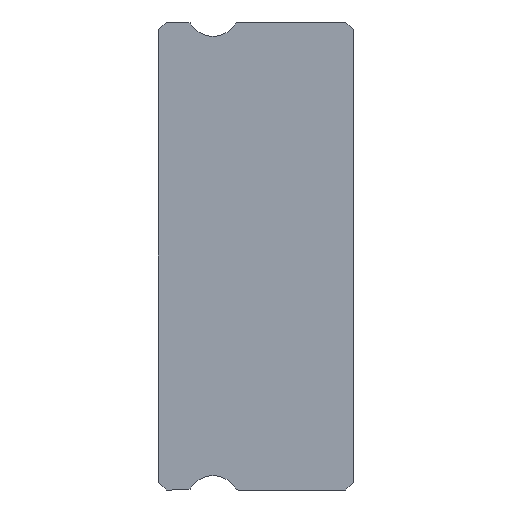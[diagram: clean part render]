
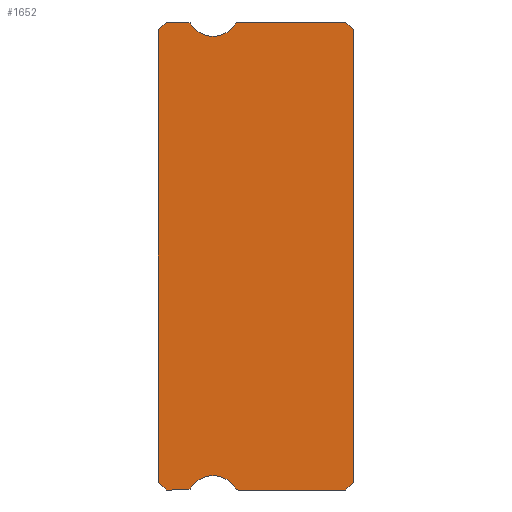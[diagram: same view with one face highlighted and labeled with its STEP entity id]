
A CAD part, left-side view. The second image highlights one B-rep face of the part: STEP entity #1652.
In plain terms, the highlighted planar face has unit normal (-1, 0, 0).
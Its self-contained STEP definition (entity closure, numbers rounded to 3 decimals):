
#34 = CIRCLE ( 'NONE', #1312, 1. ) ;
#37 = VECTOR ( 'NONE', #244, 1000. ) ;
#48 = ORIENTED_EDGE ( 'NONE', *, *, #372, .F. ) ;
#50 = EDGE_CURVE ( 'NONE', #1124, #1357, #1709, .T. ) ;
#73 = VERTEX_POINT ( 'NONE', #386 ) ;
#76 = DIRECTION ( 'NONE',  ( 0., 0., -1. ) ) ;
#81 = CARTESIAN_POINT ( 'NONE',  ( -10., 0., 8.7 ) ) ;
#86 = EDGE_CURVE ( 'NONE', #928, #278, #257, .T. ) ;
#89 = DIRECTION ( 'NONE',  ( 0., 0., -1. ) ) ;
#147 = ORIENTED_EDGE ( 'NONE', *, *, #1530, .F. ) ;
#185 = CIRCLE ( 'NONE', #1397, 0.15 ) ;
#202 = DIRECTION ( 'NONE',  ( 1., 0., 0. ) ) ;
#214 = CARTESIAN_POINT ( 'NONE',  ( -10., 4.547, -8.928 ) ) ;
#243 = VECTOR ( 'NONE', #1198, 1000. ) ;
#244 = DIRECTION ( 'NONE',  ( 0., 0.707, -0.707 ) ) ;
#257 = LINE ( 'NONE', #81, #1634 ) ;
#276 = VECTOR ( 'NONE', #1325, 1000. ) ;
#278 = VERTEX_POINT ( 'NONE', #701 ) ;
#289 = ORIENTED_EDGE ( 'NONE', *, *, #675, .F. ) ;
#314 = DIRECTION ( 'NONE',  ( -1., 0., 0. ) ) ;
#330 = EDGE_CURVE ( 'NONE', #1083, #521, #1140, .T. ) ;
#368 = CARTESIAN_POINT ( 'NONE',  ( -10., 7.5, 8.7 ) ) ;
#372 = EDGE_CURVE ( 'NONE', #928, #1124, #892, .T. ) ;
#373 = ORIENTED_EDGE ( 'NONE', *, *, #86, .T. ) ;
#376 = LINE ( 'NONE', #774, #1142 ) ;
#382 = AXIS2_PLACEMENT_3D ( 'NONE', #569, #1089, #1657 ) ;
#386 = CARTESIAN_POINT ( 'NONE',  ( -10., 4.419, 9. ) ) ;
#404 = CARTESIAN_POINT ( 'NONE',  ( -10., 0., -8.7 ) ) ;
#411 = CIRCLE ( 'NONE', #1515, 0.15 ) ;
#414 = VECTOR ( 'NONE', #1556, 1000. ) ;
#449 = CARTESIAN_POINT ( 'NONE',  ( -10., 0.3, 9. ) ) ;
#453 = CARTESIAN_POINT ( 'NONE',  ( -10., 4.419, -8.85 ) ) ;
#460 = ORIENTED_EDGE ( 'NONE', *, *, #1092, .F. ) ;
#470 = DIRECTION ( 'NONE',  ( 1., 0., 0. ) ) ;
#478 = LINE ( 'NONE', #1005, #414 ) ;
#481 = EDGE_CURVE ( 'NONE', #1083, #544, #1291, .T. ) ;
#495 = ORIENTED_EDGE ( 'NONE', *, *, #1169, .T. ) ;
#518 = DIRECTION ( 'NONE',  ( 0., -1., 0. ) ) ;
#521 = VERTEX_POINT ( 'NONE', #1058 ) ;
#523 = CARTESIAN_POINT ( 'NONE',  ( -10., 7.5, 8.7 ) ) ;
#544 = VERTEX_POINT ( 'NONE', #523 ) ;
#569 = CARTESIAN_POINT ( 'NONE',  ( -10., 6.381, 8.85 ) ) ;
#593 = CARTESIAN_POINT ( 'NONE',  ( -10., 6.381, 9. ) ) ;
#611 = CIRCLE ( 'NONE', #1257, 1. ) ;
#626 = VERTEX_POINT ( 'NONE', #593 ) ;
#669 = LINE ( 'NONE', #1483, #747 ) ;
#673 = ORIENTED_EDGE ( 'NONE', *, *, #50, .F. ) ;
#675 = EDGE_CURVE ( 'NONE', #1155, #1703, #1632, .T. ) ;
#691 = VERTEX_POINT ( 'NONE', #214 ) ;
#701 = CARTESIAN_POINT ( 'NONE',  ( -10., 0., 8.7 ) ) ;
#703 = CARTESIAN_POINT ( 'NONE',  ( -10., 5.4, -9.45 ) ) ;
#708 = CARTESIAN_POINT ( 'NONE',  ( -10., 6.253, -8.928 ) ) ;
#723 = CARTESIAN_POINT ( 'NONE',  ( -10., 5.4, 9.45 ) ) ;
#728 = ORIENTED_EDGE ( 'NONE', *, *, #1476, .F. ) ;
#746 = ORIENTED_EDGE ( 'NONE', *, *, #1454, .F. ) ;
#747 = VECTOR ( 'NONE', #518, 1000. ) ;
#757 = DIRECTION ( 'NONE',  ( 0., 0., -1. ) ) ;
#758 = EDGE_LOOP ( 'NONE', ( #1313, #1559, #1297, #1073, #1550, #746, #673, #48, #373, #147, #460, #728, #879, #289, #1197, #1518, #495 ) ) ;
#774 = CARTESIAN_POINT ( 'NONE',  ( -10., 7.2, 9. ) ) ;
#782 = CARTESIAN_POINT ( 'NONE',  ( -10., 0.3, -9. ) ) ;
#783 = DIRECTION ( 'NONE',  ( -1., 0., 0. ) ) ;
#792 = DIRECTION ( 'NONE',  ( 1., 0., 0. ) ) ;
#798 = LINE ( 'NONE', #1615, #243 ) ;
#800 = DIRECTION ( 'NONE',  ( 1., 0., 0. ) ) ;
#813 = CARTESIAN_POINT ( 'NONE',  ( -10., 7.2, 9. ) ) ;
#836 = VECTOR ( 'NONE', #1242, 1000. ) ;
#841 = CARTESIAN_POINT ( 'NONE',  ( -10., 5.4, 8.45 ) ) ;
#867 = AXIS2_PLACEMENT_3D ( 'NONE', #723, #1263, #757 ) ;
#879 = ORIENTED_EDGE ( 'NONE', *, *, #1643, .F. ) ;
#892 = LINE ( 'NONE', #1011, #1118 ) ;
#915 = AXIS2_PLACEMENT_3D ( 'NONE', #996, #202, #89 ) ;
#919 = CARTESIAN_POINT ( 'NONE',  ( -10., 6.253, 8.928 ) ) ;
#928 = VERTEX_POINT ( 'NONE', #404 ) ;
#952 = DIRECTION ( 'NONE',  ( 0., 0., -1. ) ) ;
#996 = CARTESIAN_POINT ( 'NONE',  ( -10., 4.419, 8.85 ) ) ;
#1005 = CARTESIAN_POINT ( 'NONE',  ( -10., 6.381, 9. ) ) ;
#1011 = CARTESIAN_POINT ( 'NONE',  ( -10., 0., -8.7 ) ) ;
#1058 = CARTESIAN_POINT ( 'NONE',  ( -10., 7.2, -9. ) ) ;
#1059 = CIRCLE ( 'NONE', #1739, 0.15 ) ;
#1073 = ORIENTED_EDGE ( 'NONE', *, *, #1324, .F. ) ;
#1083 = VERTEX_POINT ( 'NONE', #1692 ) ;
#1085 = CIRCLE ( 'NONE', #915, 0.15 ) ;
#1089 = DIRECTION ( 'NONE',  ( 1., 0., 0. ) ) ;
#1092 = EDGE_CURVE ( 'NONE', #73, #1696, #478, .T. ) ;
#1112 = PLANE ( 'NONE',  #382 ) ;
#1118 = VECTOR ( 'NONE', #1177, 1000. ) ;
#1124 = VERTEX_POINT ( 'NONE', #782 ) ;
#1140 = LINE ( 'NONE', #1509, #836 ) ;
#1142 = VECTOR ( 'NONE', #1188, 1000. ) ;
#1155 = VERTEX_POINT ( 'NONE', #919 ) ;
#1163 = DIRECTION ( 'NONE',  ( 0., 1., 0. ) ) ;
#1165 = VERTEX_POINT ( 'NONE', #1447 ) ;
#1169 = EDGE_CURVE ( 'NONE', #1345, #544, #1439, .T. ) ;
#1177 = DIRECTION ( 'NONE',  ( 0., 0.707, -0.707 ) ) ;
#1181 = CARTESIAN_POINT ( 'NONE',  ( -10., 5.4, 9.45 ) ) ;
#1188 = DIRECTION ( 'NONE',  ( 0., 1., 0. ) ) ;
#1197 = ORIENTED_EDGE ( 'NONE', *, *, #1569, .F. ) ;
#1198 = DIRECTION ( 'NONE',  ( 0., -0.707, -0.707 ) ) ;
#1199 = DIRECTION ( 'NONE',  ( 0., 0., 1. ) ) ;
#1242 = DIRECTION ( 'NONE',  ( 0., -0.707, -0.707 ) ) ;
#1257 = AXIS2_PLACEMENT_3D ( 'NONE', #703, #314, #952 ) ;
#1263 = DIRECTION ( 'NONE',  ( -1., 0., 0. ) ) ;
#1291 = LINE ( 'NONE', #1628, #276 ) ;
#1297 = ORIENTED_EDGE ( 'NONE', *, *, #1585, .T. ) ;
#1312 = AXIS2_PLACEMENT_3D ( 'NONE', #1181, #783, #1734 ) ;
#1313 = ORIENTED_EDGE ( 'NONE', *, *, #481, .F. ) ;
#1324 = EDGE_CURVE ( 'NONE', #1412, #1552, #1059, .T. ) ;
#1325 = DIRECTION ( 'NONE',  ( 0., 0., 1. ) ) ;
#1335 = CARTESIAN_POINT ( 'NONE',  ( -10., 6.381, -9. ) ) ;
#1345 = VERTEX_POINT ( 'NONE', #813 ) ;
#1350 = CARTESIAN_POINT ( 'NONE',  ( -10., 4.419, -9. ) ) ;
#1355 = FACE_OUTER_BOUND ( 'NONE', #758, .T. ) ;
#1357 = VERTEX_POINT ( 'NONE', #1350 ) ;
#1397 = AXIS2_PLACEMENT_3D ( 'NONE', #1455, #792, #1475 ) ;
#1406 = VECTOR ( 'NONE', #1163, 1000. ) ;
#1412 = VERTEX_POINT ( 'NONE', #708 ) ;
#1439 = LINE ( 'NONE', #368, #37 ) ;
#1447 = CARTESIAN_POINT ( 'NONE',  ( -10., 4.547, 8.928 ) ) ;
#1454 = EDGE_CURVE ( 'NONE', #1357, #691, #411, .T. ) ;
#1455 = CARTESIAN_POINT ( 'NONE',  ( -10., 6.381, 8.85 ) ) ;
#1475 = DIRECTION ( 'NONE',  ( 0., 0., -1. ) ) ;
#1476 = EDGE_CURVE ( 'NONE', #1165, #73, #1085, .T. ) ;
#1480 = CARTESIAN_POINT ( 'NONE',  ( -10., 6.381, -8.85 ) ) ;
#1483 = CARTESIAN_POINT ( 'NONE',  ( -10., 6.381, -9. ) ) ;
#1509 = CARTESIAN_POINT ( 'NONE',  ( -10., 7.2, -9. ) ) ;
#1515 = AXIS2_PLACEMENT_3D ( 'NONE', #453, #470, #76 ) ;
#1518 = ORIENTED_EDGE ( 'NONE', *, *, #1613, .T. ) ;
#1530 = EDGE_CURVE ( 'NONE', #1696, #278, #798, .T. ) ;
#1550 = ORIENTED_EDGE ( 'NONE', *, *, #1706, .F. ) ;
#1552 = VERTEX_POINT ( 'NONE', #1335 ) ;
#1556 = DIRECTION ( 'NONE',  ( 0., -1., 0. ) ) ;
#1559 = ORIENTED_EDGE ( 'NONE', *, *, #330, .T. ) ;
#1569 = EDGE_CURVE ( 'NONE', #626, #1155, #185, .T. ) ;
#1585 = EDGE_CURVE ( 'NONE', #521, #1552, #669, .T. ) ;
#1598 = CARTESIAN_POINT ( 'NONE',  ( -10., 6.381, -9. ) ) ;
#1613 = EDGE_CURVE ( 'NONE', #626, #1345, #376, .T. ) ;
#1615 = CARTESIAN_POINT ( 'NONE',  ( -10., 0.3, 9. ) ) ;
#1618 = DIRECTION ( 'NONE',  ( 0., 0., -1. ) ) ;
#1628 = CARTESIAN_POINT ( 'NONE',  ( -10., 7.5, 8.85 ) ) ;
#1632 = CIRCLE ( 'NONE', #867, 1. ) ;
#1634 = VECTOR ( 'NONE', #1199, 1000. ) ;
#1643 = EDGE_CURVE ( 'NONE', #1703, #1165, #34, .T. ) ;
#1652 = ADVANCED_FACE ( 'NONE', ( #1355 ), #1112, .F. ) ;
#1657 = DIRECTION ( 'NONE',  ( 0., 0., -1. ) ) ;
#1692 = CARTESIAN_POINT ( 'NONE',  ( -10., 7.5, -8.7 ) ) ;
#1696 = VERTEX_POINT ( 'NONE', #449 ) ;
#1703 = VERTEX_POINT ( 'NONE', #841 ) ;
#1706 = EDGE_CURVE ( 'NONE', #691, #1412, #611, .T. ) ;
#1709 = LINE ( 'NONE', #1598, #1406 ) ;
#1734 = DIRECTION ( 'NONE',  ( 0., 0., -1. ) ) ;
#1739 = AXIS2_PLACEMENT_3D ( 'NONE', #1480, #800, #1618 ) ;
